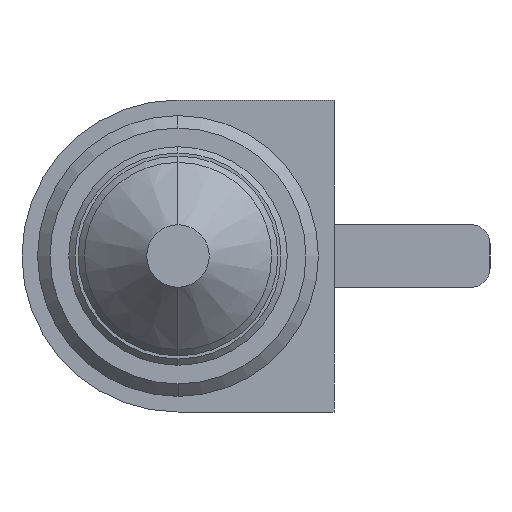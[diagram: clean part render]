
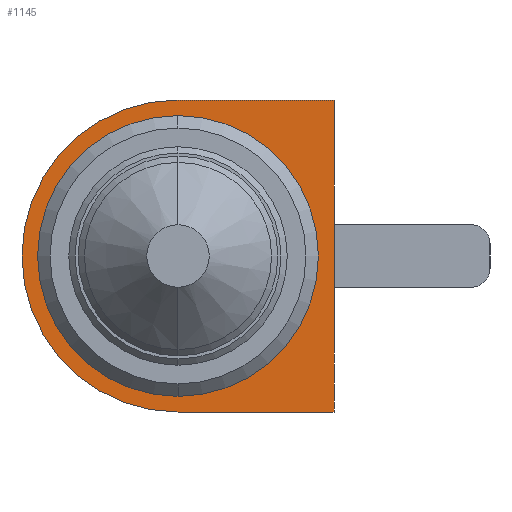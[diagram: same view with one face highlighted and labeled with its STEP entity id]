
A CAD part, left-side view. The second image highlights one B-rep face of the part: STEP entity #1145.
In plain terms, the highlighted planar face has unit normal (-1, 0, 0).
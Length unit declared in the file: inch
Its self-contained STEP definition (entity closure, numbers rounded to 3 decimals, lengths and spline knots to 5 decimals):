
#44 = EDGE_CURVE ( 'NONE', #1244, #154, #1038, .T. ) ;
#97 = DIRECTION ( 'NONE',  ( -1., 0., 0. ) ) ;
#99 = DIRECTION ( 'NONE',  ( 1., 0., 0. ) ) ;
#154 = VERTEX_POINT ( 'NONE', #454 ) ;
#192 = CARTESIAN_POINT ( 'NONE',  ( 0.73228, 0., -0.08858 ) ) ;
#273 = DIRECTION ( 'NONE',  ( 0., 0., -1. ) ) ;
#324 = AXIS2_PLACEMENT_3D ( 'NONE', #2157, #97, #1223 ) ;
#334 = EDGE_LOOP ( 'NONE', ( #2412, #1075, #1466, #1825 ) ) ;
#454 = CARTESIAN_POINT ( 'NONE',  ( 0.73228, 0., 0.09843 ) ) ;
#460 = CARTESIAN_POINT ( 'NONE',  ( 0.73228, 0., 0. ) ) ;
#590 = DIRECTION ( 'NONE',  ( 0., 1., 0. ) ) ;
#606 = CARTESIAN_POINT ( 'NONE',  ( 0.73228, 0., 0. ) ) ;
#618 = PLANE ( 'NONE',  #1637 ) ;
#675 = CARTESIAN_POINT ( 'NONE',  ( 0.73228, 0., 0.08858 ) ) ;
#721 = CIRCLE ( 'NONE', #324, 0.08858 ) ;
#759 = VECTOR ( 'NONE', #916, 39.37008 ) ;
#793 = FACE_OUTER_BOUND ( 'NONE', #334, .T. ) ;
#821 = DIRECTION ( 'NONE',  ( 0., 1., 0. ) ) ;
#861 = CARTESIAN_POINT ( 'NONE',  ( 0.73228, 0., 0.09843 ) ) ;
#876 = VERTEX_POINT ( 'NONE', #675 ) ;
#916 = DIRECTION ( 'NONE',  ( 0., 0., -1. ) ) ;
#931 = CARTESIAN_POINT ( 'NONE',  ( 0.73228, -0.09843, 0.09843 ) ) ;
#932 = VERTEX_POINT ( 'NONE', #1220 ) ;
#1016 = EDGE_CURVE ( 'NONE', #2315, #932, #2387, .T. ) ;
#1038 = CIRCLE ( 'NONE', #1710, 0.09843 ) ;
#1075 = ORIENTED_EDGE ( 'NONE', *, *, #1698, .F. ) ;
#1120 = DIRECTION ( 'NONE',  ( -1., 0., 0. ) ) ;
#1127 = VECTOR ( 'NONE', #2127, 39.37008 ) ;
#1128 = VERTEX_POINT ( 'NONE', #192 ) ;
#1145 = ADVANCED_FACE ( 'NONE', ( #793, #1545 ), #618, .F. ) ;
#1147 = DIRECTION ( 'NONE',  ( 0., 0., -1. ) ) ;
#1220 = CARTESIAN_POINT ( 'NONE',  ( 0.73228, -0.09843, -0.09843 ) ) ;
#1223 = DIRECTION ( 'NONE',  ( 0., 0., -1. ) ) ;
#1238 = EDGE_CURVE ( 'NONE', #876, #1128, #721, .T. ) ;
#1244 = VERTEX_POINT ( 'NONE', #1626 ) ;
#1361 = ORIENTED_EDGE ( 'NONE', *, *, #1238, .F. ) ;
#1372 = AXIS2_PLACEMENT_3D ( 'NONE', #606, #1120, #1147 ) ;
#1383 = DIRECTION ( 'NONE',  ( 1., 0., 0. ) ) ;
#1384 = LINE ( 'NONE', #861, #1127 ) ;
#1388 = CARTESIAN_POINT ( 'NONE',  ( 0.73228, -0.09843, 0.09843 ) ) ;
#1396 = CARTESIAN_POINT ( 'NONE',  ( 0.73228, -0.09843, -0.09843 ) ) ;
#1466 = ORIENTED_EDGE ( 'NONE', *, *, #1016, .F. ) ;
#1504 = EDGE_LOOP ( 'NONE', ( #1361, #1725 ) ) ;
#1545 = FACE_BOUND ( 'NONE', #1504, .T. ) ;
#1626 = CARTESIAN_POINT ( 'NONE',  ( 0.73228, 0., -0.09843 ) ) ;
#1637 = AXIS2_PLACEMENT_3D ( 'NONE', #1740, #1383, #821 ) ;
#1698 = EDGE_CURVE ( 'NONE', #932, #1244, #2292, .T. ) ;
#1710 = AXIS2_PLACEMENT_3D ( 'NONE', #460, #99, #273 ) ;
#1725 = ORIENTED_EDGE ( 'NONE', *, *, #2039, .F. ) ;
#1740 = CARTESIAN_POINT ( 'NONE',  ( 0.73228, 0., 0. ) ) ;
#1825 = ORIENTED_EDGE ( 'NONE', *, *, #2184, .F. ) ;
#1840 = VECTOR ( 'NONE', #590, 39.37008 ) ;
#2039 = EDGE_CURVE ( 'NONE', #1128, #876, #2425, .T. ) ;
#2127 = DIRECTION ( 'NONE',  ( 0., -1., 0. ) ) ;
#2157 = CARTESIAN_POINT ( 'NONE',  ( 0.73228, 0., 0. ) ) ;
#2184 = EDGE_CURVE ( 'NONE', #154, #2315, #1384, .T. ) ;
#2292 = LINE ( 'NONE', #1396, #1840 ) ;
#2315 = VERTEX_POINT ( 'NONE', #1388 ) ;
#2387 = LINE ( 'NONE', #931, #759 ) ;
#2412 = ORIENTED_EDGE ( 'NONE', *, *, #44, .F. ) ;
#2425 = CIRCLE ( 'NONE', #1372, 0.08858 ) ;
